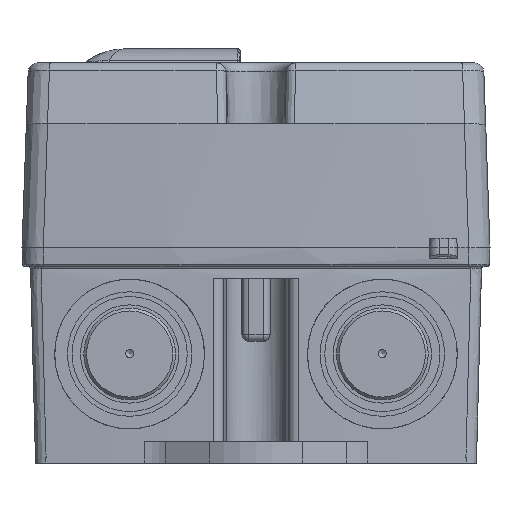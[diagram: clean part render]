
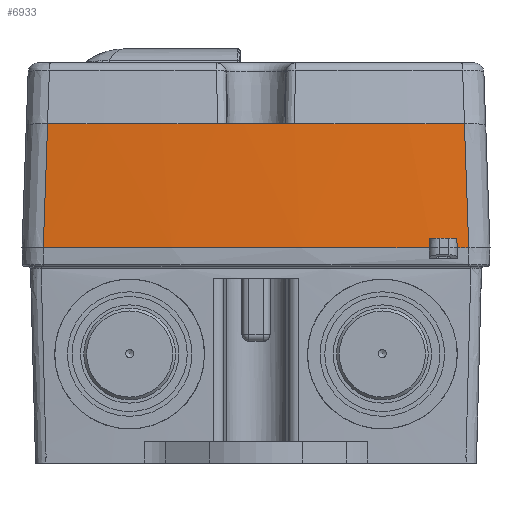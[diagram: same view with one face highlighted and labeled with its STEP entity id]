
A CAD part, left-side view. The second image highlights one B-rep face of the part: STEP entity #6933.
In plain terms, the highlighted conical face has half-angle 2 degrees and reference radius 500 mm.
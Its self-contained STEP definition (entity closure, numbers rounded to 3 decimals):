
#203=ELLIPSE('',#23147,18029.872,703.612);
#207=ELLIPSE('',#23164,16197.99,632.123);
#1544=B_SPLINE_CURVE_WITH_KNOTS('',3,(#39257,#39258,#39259,#39260),
 .UNSPECIFIED.,.F.,.F.,(4,4),(0.,1.),.UNSPECIFIED.);
#1545=B_SPLINE_CURVE_WITH_KNOTS('',3,(#39261,#39262,#39263,#39264,#39265,
#39266),.UNSPECIFIED.,.F.,.F.,(4,2,4),(0.,0.377,1.),
 .UNSPECIFIED.);
#1546=B_SPLINE_CURVE_WITH_KNOTS('',3,(#39278,#39279,#39280,#39281,#39282,
#39283),.UNSPECIFIED.,.F.,.F.,(4,2,4),(0.,0.377,1.),
 .UNSPECIFIED.);
#1547=B_SPLINE_CURVE_WITH_KNOTS('',3,(#39284,#39285,#39286,#39287),
 .UNSPECIFIED.,.F.,.F.,(4,4),(0.,1.),.UNSPECIFIED.);
#1695=CONICAL_SURFACE('',#23166,500.,2.);
#3913=LINE('',#39269,#5807);
#3914=LINE('',#39273,#5808);
#5807=VECTOR('',#27646,1.);
#5808=VECTOR('',#27649,1.);
#6933=ADVANCED_FACE('',(#7786),#1695,.T.);
#7786=FACE_OUTER_BOUND('',#8818,.T.);
#8818=EDGE_LOOP('',(#13382,#13383,#13384,#13385,#13386,#13387,#13388,#13389,
#13390,#13391,#13392,#13393,#13394,#13395,#13396,#13397));
#13382=ORIENTED_EDGE('',*,*,#20232,.F.);
#13383=ORIENTED_EDGE('',*,*,#20233,.T.);
#13384=ORIENTED_EDGE('',*,*,#20167,.F.);
#13385=ORIENTED_EDGE('',*,*,#20234,.F.);
#13386=ORIENTED_EDGE('',*,*,#20235,.T.);
#13387=ORIENTED_EDGE('',*,*,#20211,.T.);
#13388=ORIENTED_EDGE('',*,*,#20208,.F.);
#13389=ORIENTED_EDGE('',*,*,#20236,.T.);
#13390=ORIENTED_EDGE('',*,*,#20237,.T.);
#13391=ORIENTED_EDGE('',*,*,#20238,.T.);
#13392=ORIENTED_EDGE('',*,*,#20200,.F.);
#13393=ORIENTED_EDGE('',*,*,#20239,.T.);
#13394=ORIENTED_EDGE('',*,*,#20240,.T.);
#13395=ORIENTED_EDGE('',*,*,#20241,.F.);
#13396=ORIENTED_EDGE('',*,*,#20165,.F.);
#13397=ORIENTED_EDGE('',*,*,#20242,.T.);
#16728=VERTEX_POINT('',#39101);
#16729=VERTEX_POINT('',#39103);
#16730=VERTEX_POINT('',#39107);
#16731=VERTEX_POINT('',#39108);
#16758=VERTEX_POINT('',#39173);
#16760=VERTEX_POINT('',#39178);
#16761=VERTEX_POINT('',#39180);
#16768=VERTEX_POINT('',#39194);
#16769=VERTEX_POINT('',#39198);
#16784=VERTEX_POINT('',#39255);
#16785=VERTEX_POINT('',#39256);
#16786=VERTEX_POINT('',#39267);
#16787=VERTEX_POINT('',#39270);
#16788=VERTEX_POINT('',#39272);
#16789=VERTEX_POINT('',#39275);
#16790=VERTEX_POINT('',#39277);
#20165=EDGE_CURVE('',#16728,#16729,#21583,.T.);
#20167=EDGE_CURVE('',#16730,#16731,#21584,.T.);
#20200=EDGE_CURVE('',#16760,#16761,#21593,.T.);
#20208=EDGE_CURVE('',#16768,#16758,#21595,.T.);
#20211=EDGE_CURVE('',#16769,#16758,#203,.T.);
#20232=EDGE_CURVE('',#16784,#16785,#21601,.T.);
#20233=EDGE_CURVE('',#16784,#16731,#1544,.T.);
#20234=EDGE_CURVE('',#16786,#16730,#1545,.T.);
#20235=EDGE_CURVE('',#16786,#16769,#21602,.T.);
#20236=EDGE_CURVE('',#16768,#16787,#3913,.T.);
#20237=EDGE_CURVE('',#16787,#16788,#21603,.T.);
#20238=EDGE_CURVE('',#16788,#16761,#3914,.T.);
#20239=EDGE_CURVE('',#16760,#16789,#207,.T.);
#20240=EDGE_CURVE('',#16789,#16790,#21604,.T.);
#20241=EDGE_CURVE('',#16729,#16790,#1546,.T.);
#20242=EDGE_CURVE('',#16728,#16785,#1547,.T.);
#21583=CIRCLE('',#23112,499.074);
#21584=CIRCLE('',#23115,499.074);
#21593=CIRCLE('',#23139,499.93);
#21595=CIRCLE('',#23145,499.93);
#21601=CIRCLE('',#23161,499.075);
#21602=CIRCLE('',#23162,500.);
#21603=CIRCLE('',#23163,500.);
#21604=CIRCLE('',#23165,500.);
#23112=AXIS2_PLACEMENT_3D('',#39102,#27519,#27520);
#23115=AXIS2_PLACEMENT_3D('',#39106,#27525,#27526);
#23139=AXIS2_PLACEMENT_3D('',#39179,#27586,#27587);
#23145=AXIS2_PLACEMENT_3D('',#39195,#27600,#27601);
#23147=AXIS2_PLACEMENT_3D('',#39201,#27606,#27607);
#23161=AXIS2_PLACEMENT_3D('',#39254,#27642,#27643);
#23162=AXIS2_PLACEMENT_3D('',#39268,#27644,#27645);
#23163=AXIS2_PLACEMENT_3D('',#39271,#27647,#27648);
#23164=AXIS2_PLACEMENT_3D('',#39274,#27650,#27651);
#23165=AXIS2_PLACEMENT_3D('',#39276,#27652,#27653);
#23166=AXIS2_PLACEMENT_3D('',#39288,#27654,#27655);
#27519=DIRECTION('',(0.,0.,1.));
#27520=DIRECTION('',(-0.995,0.1,0.));
#27525=DIRECTION('',(0.,0.,1.));
#27526=DIRECTION('',(-0.995,0.1,0.));
#27586=DIRECTION('',(0.,0.,-1.));
#27587=DIRECTION('',(0.995,-0.1,0.));
#27600=DIRECTION('',(0.,0.,-1.));
#27601=DIRECTION('',(0.995,-0.1,0.));
#27606=DIRECTION('',(0.,0.999,0.052));
#27607=DIRECTION('',(0.,0.052,-0.999));
#27642=DIRECTION('',(0.,0.,1.));
#27643=DIRECTION('',(0.995,-0.1,0.));
#27644=DIRECTION('',(0.,0.,1.));
#27645=DIRECTION('',(0.995,-0.1,0.));
#27646=DIRECTION('',(-0.031,-0.052,-0.998));
#27647=DIRECTION('',(0.,0.,1.));
#27648=DIRECTION('',(1.,0.,0.));
#27649=DIRECTION('',(0.039,-0.052,0.998));
#27650=DIRECTION('',(0.,-0.999,0.052));
#27651=DIRECTION('',(0.,-0.052,-0.999));
#27652=DIRECTION('',(0.,0.,1.));
#27653=DIRECTION('',(0.995,-0.1,0.));
#27654=DIRECTION('',(0.,0.,-1.));
#27655=DIRECTION('',(-0.995,0.1,0.));
#39101=CARTESIAN_POINT('',(-76.006,-8.23,26.526));
#39102=CARTESIAN_POINT('',(423.,0.,26.526));
#39103=CARTESIAN_POINT('',(-74.084,-44.523,26.526));
#39106=CARTESIAN_POINT('',(423.,0.,26.526));
#39107=CARTESIAN_POINT('',(-74.084,44.523,26.526));
#39108=CARTESIAN_POINT('',(-76.006,8.23,26.526));
#39173=CARTESIAN_POINT('',(-75.551,-37.105,2.));
#39178=CARTESIAN_POINT('',(-75.087,-42.895,2.));
#39179=CARTESIAN_POINT('',(423.,0.,2.));
#39180=CARTESIAN_POINT('',(-75.241,-41.064,2.));
#39194=CARTESIAN_POINT('',(-75.418,-38.856,2.));
#39195=CARTESIAN_POINT('',(423.,0.,2.));
#39198=CARTESIAN_POINT('',(-75.629,-37.,0.));
#39201=CARTESIAN_POINT('',(423.,628.754,-12703.346));
#39254=CARTESIAN_POINT('',(423.,0.,26.5));
#39255=CARTESIAN_POINT('',(-76.009,8.095,26.5));
#39256=CARTESIAN_POINT('',(-76.009,-8.095,26.5));
#39257=CARTESIAN_POINT('',(-76.009,8.095,26.5));
#39258=CARTESIAN_POINT('',(-76.008,8.138,26.517));
#39259=CARTESIAN_POINT('',(-76.007,8.183,26.526));
#39260=CARTESIAN_POINT('',(-76.006,8.23,26.526));
#39261=CARTESIAN_POINT('',(-74.929,45.457,0.));
#39262=CARTESIAN_POINT('',(-74.823,45.34,3.33));
#39263=CARTESIAN_POINT('',(-74.717,45.223,6.659));
#39264=CARTESIAN_POINT('',(-74.435,44.911,15.501));
#39265=CARTESIAN_POINT('',(-74.26,44.717,21.014));
#39266=CARTESIAN_POINT('',(-74.084,44.523,26.526));
#39267=CARTESIAN_POINT('',(-74.929,45.457,0.));
#39268=CARTESIAN_POINT('',(423.,0.,0.));
#39269=CARTESIAN_POINT('',(-75.418,-38.856,2.));
#39270=CARTESIAN_POINT('',(-75.48,-38.961,0.));
#39271=CARTESIAN_POINT('',(423.,0.,0.));
#39272=CARTESIAN_POINT('',(-75.32,-40.959,0.));
#39273=CARTESIAN_POINT('',(-75.32,-40.959,0.));
#39274=CARTESIAN_POINT('',(423.,-564.871,-9957.893));
#39275=CARTESIAN_POINT('',(-75.148,-43.,0.));
#39276=CARTESIAN_POINT('',(423.,0.,0.));
#39277=CARTESIAN_POINT('',(-74.929,-45.457,0.));
#39278=CARTESIAN_POINT('',(-74.084,-44.523,26.526));
#39279=CARTESIAN_POINT('',(-74.19,-44.64,23.196));
#39280=CARTESIAN_POINT('',(-74.296,-44.757,19.867));
#39281=CARTESIAN_POINT('',(-74.578,-45.069,11.025));
#39282=CARTESIAN_POINT('',(-74.754,-45.263,5.512));
#39283=CARTESIAN_POINT('',(-74.929,-45.457,0.));
#39284=CARTESIAN_POINT('',(-76.006,-8.23,26.526));
#39285=CARTESIAN_POINT('',(-76.007,-8.183,26.526));
#39286=CARTESIAN_POINT('',(-76.008,-8.138,26.517));
#39287=CARTESIAN_POINT('',(-76.009,-8.095,26.5));
#39288=CARTESIAN_POINT('',(423.,0.,0.));
